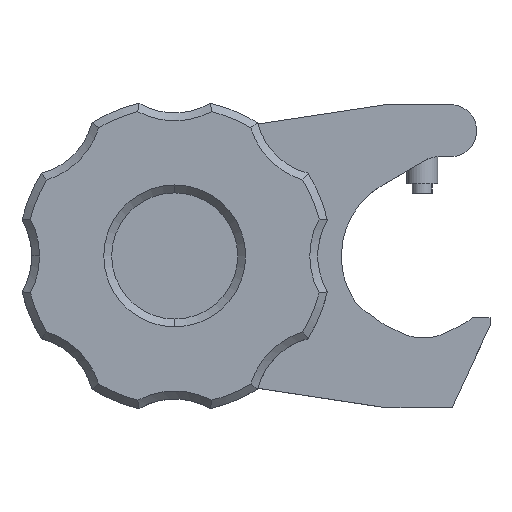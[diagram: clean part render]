
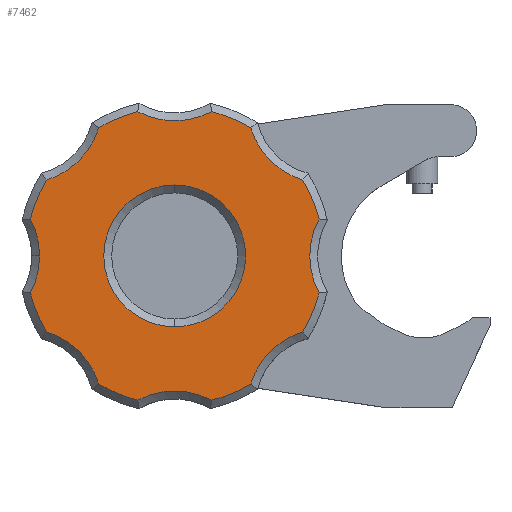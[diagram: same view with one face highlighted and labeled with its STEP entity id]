
A CAD part, top view. The second image highlights one B-rep face of the part: STEP entity #7462.
In plain terms, the highlighted planar face has unit normal (0, 0, 1).
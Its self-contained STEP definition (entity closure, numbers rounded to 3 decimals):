
#6632=CARTESIAN_POINT('',(-25.4,0.,24.359));
#6633=DIRECTION('',(0.,0.,1.));
#6634=DIRECTION('',(-0.86,0.509,0.));
#6635=AXIS2_PLACEMENT_3D('',#6632,#6633,#6634);
#6637=CARTESIAN_POINT('',(-49.772,24.372,24.359));
#6638=DIRECTION('',(0.,0.,-1.));
#6639=DIRECTION('',(0.956,-0.293,0.));
#6640=AXIS2_PLACEMENT_3D('',#6637,#6638,#6639);
#6642=CARTESIAN_POINT('',(-25.4,0.,24.359));
#6643=DIRECTION('',(0.,0.,1.));
#6644=DIRECTION('',(-0.248,0.969,0.));
#6645=AXIS2_PLACEMENT_3D('',#6642,#6643,#6644);
#6647=CARTESIAN_POINT('',(-25.4,34.468,24.359));
#6648=DIRECTION('',(0.,0.,-1.));
#6649=DIRECTION('',(0.469,-0.883,0.));
#6650=AXIS2_PLACEMENT_3D('',#6647,#6648,#6649);
#6652=CARTESIAN_POINT('',(-25.4,0.,24.359));
#6653=DIRECTION('',(0.,0.,1.));
#6654=DIRECTION('',(0.509,0.86,0.));
#6655=AXIS2_PLACEMENT_3D('',#6652,#6653,#6654);
#6657=CARTESIAN_POINT('',(-1.028,24.372,24.359));
#6658=DIRECTION('',(0.,0.,-1.));
#6659=DIRECTION('',(-0.293,-0.956,0.));
#6660=AXIS2_PLACEMENT_3D('',#6657,#6658,#6659);
#6662=CARTESIAN_POINT('',(-25.4,0.,24.359));
#6663=DIRECTION('',(0.,0.,1.));
#6664=DIRECTION('',(0.969,0.248,0.));
#6665=AXIS2_PLACEMENT_3D('',#6662,#6663,#6664);
#6667=CARTESIAN_POINT('',(9.068,0.,24.359));
#6668=DIRECTION('',(0.,0.,-1.));
#6669=DIRECTION('',(-0.883,-0.469,0.));
#6670=AXIS2_PLACEMENT_3D('',#6667,#6668,#6669);
#6672=CARTESIAN_POINT('',(-25.4,0.,24.359));
#6673=DIRECTION('',(0.,0.,1.));
#6674=DIRECTION('',(0.86,-0.509,0.));
#6675=AXIS2_PLACEMENT_3D('',#6672,#6673,#6674);
#6677=CARTESIAN_POINT('',(-1.028,-24.372,24.359));
#6678=DIRECTION('',(0.,0.,-1.));
#6679=DIRECTION('',(-0.956,0.293,0.));
#6680=AXIS2_PLACEMENT_3D('',#6677,#6678,#6679);
#6682=CARTESIAN_POINT('',(-25.4,0.,24.359));
#6683=DIRECTION('',(0.,0.,1.));
#6684=DIRECTION('',(0.248,-0.969,0.));
#6685=AXIS2_PLACEMENT_3D('',#6682,#6683,#6684);
#6687=CARTESIAN_POINT('',(-25.4,-34.468,24.359));
#6688=DIRECTION('',(0.,0.,-1.));
#6689=DIRECTION('',(-0.469,0.883,0.));
#6690=AXIS2_PLACEMENT_3D('',#6687,#6688,#6689);
#6692=CARTESIAN_POINT('',(-25.4,0.,24.359));
#6693=DIRECTION('',(0.,0.,1.));
#6694=DIRECTION('',(-0.509,-0.86,0.));
#6695=AXIS2_PLACEMENT_3D('',#6692,#6693,#6694);
#6697=CARTESIAN_POINT('',(-49.772,-24.372,24.359));
#6698=DIRECTION('',(0.,0.,-1.));
#6699=DIRECTION('',(0.293,0.956,0.));
#6700=AXIS2_PLACEMENT_3D('',#6697,#6698,#6699);
#6702=CARTESIAN_POINT('',(-25.4,0.,24.359));
#6703=DIRECTION('',(0.,0.,1.));
#6704=DIRECTION('',(-0.969,-0.248,0.));
#6705=AXIS2_PLACEMENT_3D('',#6702,#6703,#6704);
#6707=CARTESIAN_POINT('',(-59.868,0.,24.359));
#6708=DIRECTION('',(0.,0.,-1.));
#6709=DIRECTION('',(1.,0.,0.));
#6710=AXIS2_PLACEMENT_3D('',#6707,#6708,#6709);
#6712=CARTESIAN_POINT('',(-59.868,0.,24.359));
#6713=DIRECTION('',(0.,0.,-1.));
#6714=DIRECTION('',(0.883,0.469,0.));
#6715=AXIS2_PLACEMENT_3D('',#6712,#6713,#6714);
#6717=CARTESIAN_POINT('',(-25.4,0.,24.359));
#6718=DIRECTION('',(0.,0.,-1.));
#6719=DIRECTION('',(0.,1.,0.));
#6720=AXIS2_PLACEMENT_3D('',#6717,#6718,#6719);
#6722=CARTESIAN_POINT('',(-25.4,0.,24.359));
#6723=DIRECTION('',(0.,0.,-1.));
#6724=DIRECTION('',(0.,-1.,0.));
#6725=AXIS2_PLACEMENT_3D('',#6722,#6723,#6724);
#7157=CARTESIAN_POINT('',(-13.171,-20.654,24.359));
#7169=CARTESIAN_POINT('',(-19.442,-23.252,24.359));
#7181=CARTESIAN_POINT('',(-31.358,-23.252,24.359));
#7266=CARTESIAN_POINT('',(-47.168,0.,24.359));
#7268=VERTEX_POINT('',#7266);
#7270=CARTESIAN_POINT('',(-25.4,-11.43,24.359));
#7271=CARTESIAN_POINT('',(-25.4,11.43,24.359));
#7272=VERTEX_POINT('',#7270);
#7273=VERTEX_POINT('',#7271);
#7274=CARTESIAN_POINT('',(-37.629,20.654,24.359));
#7275=CARTESIAN_POINT('',(-46.054,12.229,24.359));
#7276=VERTEX_POINT('',#7274);
#7277=VERTEX_POINT('',#7275);
#7278=CARTESIAN_POINT('',(-31.358,23.252,24.359));
#7279=VERTEX_POINT('',#7278);
#7280=CARTESIAN_POINT('',(-19.442,23.252,24.359));
#7281=VERTEX_POINT('',#7280);
#7282=CARTESIAN_POINT('',(-13.171,20.654,24.359));
#7283=VERTEX_POINT('',#7282);
#7284=CARTESIAN_POINT('',(-4.746,12.229,24.359));
#7285=VERTEX_POINT('',#7284);
#7286=CARTESIAN_POINT('',(-2.148,5.958,24.359));
#7287=VERTEX_POINT('',#7286);
#7288=CARTESIAN_POINT('',(-2.148,-5.958,24.359));
#7289=VERTEX_POINT('',#7288);
#7290=CARTESIAN_POINT('',(-48.652,5.958,24.359));
#7291=VERTEX_POINT('',#7290);
#7292=CARTESIAN_POINT('',(-4.746,-12.229,24.359));
#7293=VERTEX_POINT('',#7292);
#7294=CARTESIAN_POINT('',(-48.652,-5.958,24.359));
#7295=VERTEX_POINT('',#7294);
#7296=CARTESIAN_POINT('',(-46.054,-12.229,24.359));
#7297=VERTEX_POINT('',#7296);
#7298=CARTESIAN_POINT('',(-37.629,-20.654,24.359));
#7299=VERTEX_POINT('',#7298);
#7301=VERTEX_POINT('',#7181);
#7304=VERTEX_POINT('',#7169);
#7307=VERTEX_POINT('',#7157);
#7417=CARTESIAN_POINT('',(-25.4,25.273,24.359));
#7418=DIRECTION('',(0.,0.,-1.));
#7419=DIRECTION('',(-1.,0.,0.));
#7420=AXIS2_PLACEMENT_3D('',#7417,#7418,#7419);
#7421=PLANE('',#7420);
#7423=ORIENTED_EDGE('',*,*,#7422,.F.);
#7425=ORIENTED_EDGE('',*,*,#7424,.F.);
#7427=ORIENTED_EDGE('',*,*,#7426,.F.);
#7429=ORIENTED_EDGE('',*,*,#7428,.F.);
#7431=ORIENTED_EDGE('',*,*,#7430,.F.);
#7433=ORIENTED_EDGE('',*,*,#7432,.F.);
#7435=ORIENTED_EDGE('',*,*,#7434,.F.);
#7437=ORIENTED_EDGE('',*,*,#7436,.F.);
#7439=ORIENTED_EDGE('',*,*,#7438,.F.);
#7441=ORIENTED_EDGE('',*,*,#7440,.F.);
#7443=ORIENTED_EDGE('',*,*,#7442,.F.);
#7445=ORIENTED_EDGE('',*,*,#7444,.F.);
#7447=ORIENTED_EDGE('',*,*,#7446,.F.);
#7449=ORIENTED_EDGE('',*,*,#7448,.F.);
#7451=ORIENTED_EDGE('',*,*,#7450,.F.);
#7453=ORIENTED_EDGE('',*,*,#7452,.F.);
#7455=ORIENTED_EDGE('',*,*,#7454,.F.);
#7456=EDGE_LOOP('',(#7423,#7425,#7427,#7429,#7431,#7433,#7435,#7437,#7439,#7441,
#7443,#7445,#7447,#7449,#7451,#7453,#7455));
#7457=FACE_OUTER_BOUND('',#7456,.F.);
#7458=ORIENTED_EDGE('',*,*,#7397,.F.);
#7459=ORIENTED_EDGE('',*,*,#7410,.F.);
#7460=EDGE_LOOP('',(#7458,#7459));
#7461=FACE_BOUND('',#7460,.F.);
#7462=ADVANCED_FACE('',(#7457,#7461),#7421,.F.);
#6636=CIRCLE('',#6635,24.003);
#6641=CIRCLE('',#6640,12.7);
#6646=CIRCLE('',#6645,24.003);
#6651=CIRCLE('',#6650,12.7);
#6656=CIRCLE('',#6655,24.003);
#6661=CIRCLE('',#6660,12.7);
#6666=CIRCLE('',#6665,24.003);
#6671=CIRCLE('',#6670,12.7);
#6676=CIRCLE('',#6675,24.003);
#6681=CIRCLE('',#6680,12.7);
#6686=CIRCLE('',#6685,24.003);
#6691=CIRCLE('',#6690,12.7);
#6696=CIRCLE('',#6695,24.003);
#6701=CIRCLE('',#6700,12.7);
#6706=CIRCLE('',#6705,24.003);
#6711=CIRCLE('',#6710,12.7);
#6716=CIRCLE('',#6715,12.7);
#6721=CIRCLE('',#6720,11.43);
#6726=CIRCLE('',#6725,11.43);
#7397=EDGE_CURVE('',#7273,#7272,#6721,.T.);
#7410=EDGE_CURVE('',#7272,#7273,#6726,.T.);
#7422=EDGE_CURVE('',#7277,#7291,#6636,.T.);
#7424=EDGE_CURVE('',#7276,#7277,#6641,.T.);
#7426=EDGE_CURVE('',#7279,#7276,#6646,.T.);
#7428=EDGE_CURVE('',#7281,#7279,#6651,.T.);
#7430=EDGE_CURVE('',#7283,#7281,#6656,.T.);
#7432=EDGE_CURVE('',#7285,#7283,#6661,.T.);
#7434=EDGE_CURVE('',#7287,#7285,#6666,.T.);
#7436=EDGE_CURVE('',#7289,#7287,#6671,.T.);
#7438=EDGE_CURVE('',#7293,#7289,#6676,.T.);
#7440=EDGE_CURVE('',#7307,#7293,#6681,.T.);
#7442=EDGE_CURVE('',#7304,#7307,#6686,.T.);
#7444=EDGE_CURVE('',#7301,#7304,#6691,.T.);
#7446=EDGE_CURVE('',#7299,#7301,#6696,.T.);
#7448=EDGE_CURVE('',#7297,#7299,#6701,.T.);
#7450=EDGE_CURVE('',#7295,#7297,#6706,.T.);
#7452=EDGE_CURVE('',#7268,#7295,#6711,.T.);
#7454=EDGE_CURVE('',#7291,#7268,#6716,.T.);
